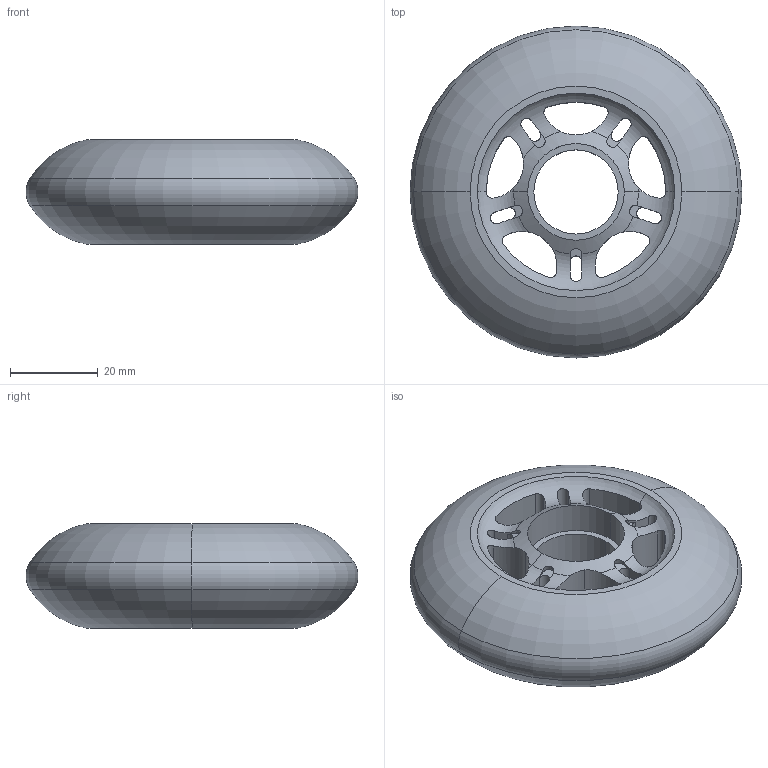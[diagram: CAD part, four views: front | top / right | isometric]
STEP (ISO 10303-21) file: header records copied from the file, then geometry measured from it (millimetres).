
FILE_DESCRIPTION (( 'STEP AP203' ), '1' );
FILE_NAME ('3608-0001-0076 assembly.STEP', '2018-08-14T03:42:48', ( '' ), ( '' ), 'SwSTEP 2.0', 'SolidWorks 2016', '' );
FILE_SCHEMA (( 'CONFIG_CONTROL_DESIGN' ));
Length unit declared in the file: millimetre
Products named in the file (3): 3608-0001-0076 pt2; 3608-0001-0076 pt1; 3608-0001-0076 assembly
Assembly tree (2 placements, depth 2):
  3608-0001-0076 assembly
    3608-0001-0076 pt1
    3608-0001-0076 pt2
Bounding box: 75.53 x 75.53 x 23.72 mm (x, y, z)
Volume: 64261.8 mm3; surface area: 36378.8 mm2
Topology: 2 solids, 2 shells, 243 faces, 767 edges, 500 vertices
Faces by surface type: cylinder 141, plane 72, torus 18, cone 12
Entity records: 12564 total; most frequent: CARTESIAN_POINT 6066, ORIENTED_EDGE 1534, DIRECTION 975, EDGE_CURVE 767, VERTEX_POINT 500, B_SPLINE_CURVE_WITH_KNOTS 389, AXIS2_PLACEMENT_3D 363, EDGE_LOOP 287
